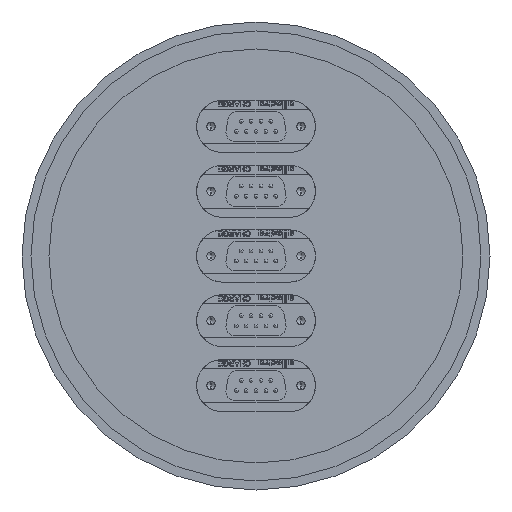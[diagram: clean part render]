
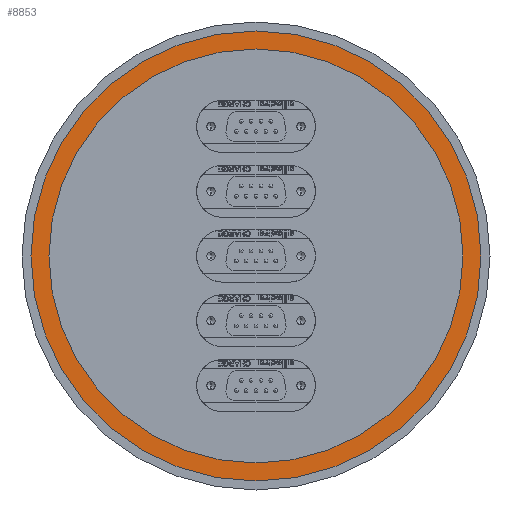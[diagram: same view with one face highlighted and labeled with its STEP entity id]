
A CAD part, front view. The second image highlights one B-rep face of the part: STEP entity #8853.
In plain terms, the highlighted planar face has unit normal (0, -1, 0).
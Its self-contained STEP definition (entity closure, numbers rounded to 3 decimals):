
#212 = DIRECTION ( 'NONE',  ( 0., 0., -1. ) ) ;
#498 = CARTESIAN_POINT ( 'NONE',  ( 0., -10., 62.5 ) ) ;
#712 = VERTEX_POINT ( 'NONE', #6885 ) ;
#973 = EDGE_LOOP ( 'NONE', ( #5625, #5872 ) ) ;
#1034 = CARTESIAN_POINT ( 'NONE',  ( 0., -10., -62.5 ) ) ;
#1199 = DIRECTION ( 'NONE',  ( 0., 0., -1. ) ) ;
#1259 = EDGE_CURVE ( 'NONE', #2392, #10426, #5039, .T. ) ;
#1688 = ORIENTED_EDGE ( 'NONE', *, *, #11328, .T. ) ;
#1872 = AXIS2_PLACEMENT_3D ( 'NONE', #5545, #8188, #9048 ) ;
#1886 = CARTESIAN_POINT ( 'NONE',  ( 0., -10., 0. ) ) ;
#2103 = PLANE ( 'NONE',  #8858 ) ;
#2392 = VERTEX_POINT ( 'NONE', #8824 ) ;
#2562 = CIRCLE ( 'NONE', #7545, 62.5 ) ;
#3308 = CIRCLE ( 'NONE', #10105, 57.5 ) ;
#3538 = DIRECTION ( 'NONE',  ( 0., -1., 0. ) ) ;
#5039 = CIRCLE ( 'NONE', #6415, 57.5 ) ;
#5545 = CARTESIAN_POINT ( 'NONE',  ( 0., -10., 0. ) ) ;
#5625 = ORIENTED_EDGE ( 'NONE', *, *, #1259, .F. ) ;
#5872 = ORIENTED_EDGE ( 'NONE', *, *, #8751, .F. ) ;
#6219 = FACE_OUTER_BOUND ( 'NONE', #9311, .T. ) ;
#6381 = DIRECTION ( 'NONE',  ( 0., 0., -1. ) ) ;
#6415 = AXIS2_PLACEMENT_3D ( 'NONE', #1886, #3538, #6381 ) ;
#6885 = CARTESIAN_POINT ( 'NONE',  ( 0., -10., -62.5 ) ) ;
#7003 = CARTESIAN_POINT ( 'NONE',  ( 0., -10., 0. ) ) ;
#7295 = CARTESIAN_POINT ( 'NONE',  ( 0., -10., 0. ) ) ;
#7545 = AXIS2_PLACEMENT_3D ( 'NONE', #7003, #7796, #9713 ) ;
#7796 = DIRECTION ( 'NONE',  ( 0., -1., 0. ) ) ;
#8188 = DIRECTION ( 'NONE',  ( 0., -1., 0. ) ) ;
#8324 = FACE_BOUND ( 'NONE', #973, .T. ) ;
#8327 = DIRECTION ( 'NONE',  ( 0., -1., 0. ) ) ;
#8729 = CIRCLE ( 'NONE', #1872, 62.5 ) ;
#8751 = EDGE_CURVE ( 'NONE', #10426, #2392, #3308, .T. ) ;
#8824 = CARTESIAN_POINT ( 'NONE',  ( 0., -10., -57.5 ) ) ;
#8853 = ADVANCED_FACE ( 'NONE', ( #6219, #8324 ), #2103, .T. ) ;
#8858 = AXIS2_PLACEMENT_3D ( 'NONE', #1034, #8327, #212 ) ;
#9048 = DIRECTION ( 'NONE',  ( 0., 0., -1. ) ) ;
#9286 = EDGE_CURVE ( 'NONE', #712, #11096, #8729, .T. ) ;
#9311 = EDGE_LOOP ( 'NONE', ( #11109, #1688 ) ) ;
#9472 = CARTESIAN_POINT ( 'NONE',  ( 0., -10., 57.5 ) ) ;
#9713 = DIRECTION ( 'NONE',  ( 0., 0., -1. ) ) ;
#10105 = AXIS2_PLACEMENT_3D ( 'NONE', #7295, #10966, #1199 ) ;
#10426 = VERTEX_POINT ( 'NONE', #9472 ) ;
#10966 = DIRECTION ( 'NONE',  ( 0., -1., 0. ) ) ;
#11096 = VERTEX_POINT ( 'NONE', #498 ) ;
#11109 = ORIENTED_EDGE ( 'NONE', *, *, #9286, .T. ) ;
#11328 = EDGE_CURVE ( 'NONE', #11096, #712, #2562, .T. ) ;
